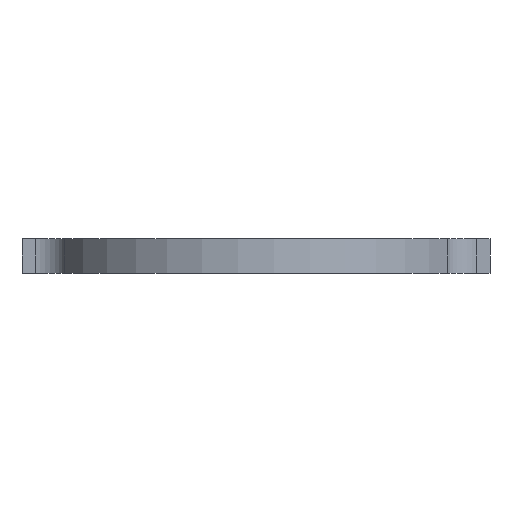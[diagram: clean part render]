
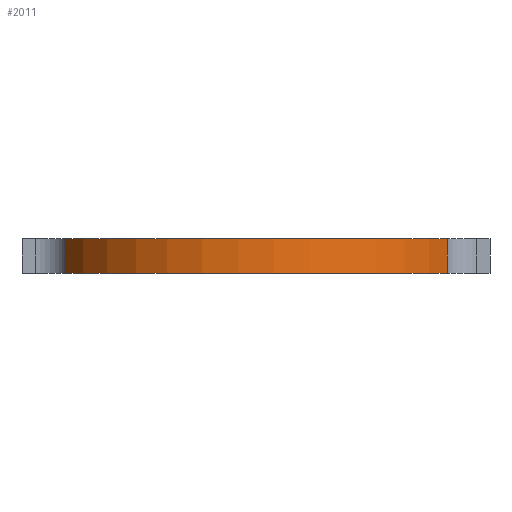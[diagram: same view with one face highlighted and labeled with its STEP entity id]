
A CAD part, left-side view. The second image highlights one B-rep face of the part: STEP entity #2011.
In plain terms, the highlighted cylindrical face has radius 10 mm (diameter 20 mm), a partial arc.
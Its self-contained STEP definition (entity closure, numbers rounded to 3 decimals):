
#84 = PLANE('',#85);
#85 = AXIS2_PLACEMENT_3D('',#86,#87,#88);
#86 = CARTESIAN_POINT('',(148.431,-65.881,1.6));
#87 = DIRECTION('',(0.,0.,1.));
#88 = DIRECTION('',(1.,0.,-0.));
#139 = PLANE('',#140);
#140 = AXIS2_PLACEMENT_3D('',#141,#142,#143);
#141 = CARTESIAN_POINT('',(148.431,-65.881,0.));
#142 = DIRECTION('',(0.,0.,1.));
#143 = DIRECTION('',(1.,0.,-0.));
#392 = VERTEX_POINT('',#393);
#393 = CARTESIAN_POINT('',(144.059,-56.888,0.));
#408 = CYLINDRICAL_SURFACE('',#409,1.55);
#409 = AXIS2_PLACEMENT_3D('',#410,#411,#412);
#410 = CARTESIAN_POINT('',(143.381,-55.494,0.));
#411 = DIRECTION('',(-0.,-0.,-1.));
#412 = DIRECTION('',(1.,0.,-0.));
#420 = EDGE_CURVE('',#392,#421,#423,.T.);
#421 = VERTEX_POINT('',#422);
#422 = CARTESIAN_POINT('',(144.059,-74.875,0.));
#423 = SURFACE_CURVE('',#424,(#429,#436),.PCURVE_S1.);
#424 = CIRCLE('',#425,10.);
#425 = AXIS2_PLACEMENT_3D('',#426,#427,#428);
#426 = CARTESIAN_POINT('',(148.431,-65.881,0.));
#427 = DIRECTION('',(0.,0.,1.));
#428 = DIRECTION('',(1.,0.,-0.));
#429 = PCURVE('',#139,#430);
#430 = DEFINITIONAL_REPRESENTATION('',(#431),#435);
#431 = CIRCLE('',#432,10.);
#432 = AXIS2_PLACEMENT_2D('',#433,#434);
#433 = CARTESIAN_POINT('',(0.,0.));
#434 = DIRECTION('',(1.,0.));
#435 = ( GEOMETRIC_REPRESENTATION_CONTEXT(2) 
PARAMETRIC_REPRESENTATION_CONTEXT() REPRESENTATION_CONTEXT('2D SPACE',''
  ) );
#436 = PCURVE('',#437,#442);
#437 = CYLINDRICAL_SURFACE('',#438,10.);
#438 = AXIS2_PLACEMENT_3D('',#439,#440,#441);
#439 = CARTESIAN_POINT('',(148.431,-65.881,0.));
#440 = DIRECTION('',(-0.,-0.,-1.));
#441 = DIRECTION('',(1.,0.,-0.));
#442 = DEFINITIONAL_REPRESENTATION('',(#443),#447);
#443 = LINE('',#444,#445);
#444 = CARTESIAN_POINT('',(-0.,0.));
#445 = VECTOR('',#446,1.);
#446 = DIRECTION('',(-1.,0.));
#447 = ( GEOMETRIC_REPRESENTATION_CONTEXT(2) 
PARAMETRIC_REPRESENTATION_CONTEXT() REPRESENTATION_CONTEXT('2D SPACE',''
  ) );
#466 = CYLINDRICAL_SURFACE('',#467,1.55);
#467 = AXIS2_PLACEMENT_3D('',#468,#469,#470);
#468 = CARTESIAN_POINT('',(143.381,-76.269,0.));
#469 = DIRECTION('',(-0.,-0.,-1.));
#470 = DIRECTION('',(1.,0.,-0.));
#1189 = VERTEX_POINT('',#1190);
#1190 = CARTESIAN_POINT('',(144.059,-56.888,1.6));
#1212 = EDGE_CURVE('',#1189,#1213,#1215,.T.);
#1213 = VERTEX_POINT('',#1214);
#1214 = CARTESIAN_POINT('',(144.059,-74.875,1.6));
#1215 = SURFACE_CURVE('',#1216,(#1221,#1228),.PCURVE_S1.);
#1216 = CIRCLE('',#1217,10.);
#1217 = AXIS2_PLACEMENT_3D('',#1218,#1219,#1220);
#1218 = CARTESIAN_POINT('',(148.431,-65.881,1.6));
#1219 = DIRECTION('',(0.,0.,1.));
#1220 = DIRECTION('',(1.,0.,-0.));
#1221 = PCURVE('',#84,#1222);
#1222 = DEFINITIONAL_REPRESENTATION('',(#1223),#1227);
#1223 = CIRCLE('',#1224,10.);
#1224 = AXIS2_PLACEMENT_2D('',#1225,#1226);
#1225 = CARTESIAN_POINT('',(0.,0.));
#1226 = DIRECTION('',(1.,0.));
#1227 = ( GEOMETRIC_REPRESENTATION_CONTEXT(2) 
PARAMETRIC_REPRESENTATION_CONTEXT() REPRESENTATION_CONTEXT('2D SPACE',''
  ) );
#1228 = PCURVE('',#437,#1229);
#1229 = DEFINITIONAL_REPRESENTATION('',(#1230),#1234);
#1230 = LINE('',#1231,#1232);
#1231 = CARTESIAN_POINT('',(-0.,-1.6));
#1232 = VECTOR('',#1233,1.);
#1233 = DIRECTION('',(-1.,0.));
#1234 = ( GEOMETRIC_REPRESENTATION_CONTEXT(2) 
PARAMETRIC_REPRESENTATION_CONTEXT() REPRESENTATION_CONTEXT('2D SPACE',''
  ) );
#1963 = EDGE_CURVE('',#421,#1213,#1964,.T.);
#1964 = SURFACE_CURVE('',#1965,(#1969,#1976),.PCURVE_S1.);
#1965 = LINE('',#1966,#1967);
#1966 = CARTESIAN_POINT('',(144.059,-74.875,0.));
#1967 = VECTOR('',#1968,1.);
#1968 = DIRECTION('',(0.,0.,1.));
#1969 = PCURVE('',#466,#1970);
#1970 = DEFINITIONAL_REPRESENTATION('',(#1971),#1975);
#1971 = LINE('',#1972,#1973);
#1972 = CARTESIAN_POINT('',(-1.118,0.));
#1973 = VECTOR('',#1974,1.);
#1974 = DIRECTION('',(-0.,-1.));
#1975 = ( GEOMETRIC_REPRESENTATION_CONTEXT(2) 
PARAMETRIC_REPRESENTATION_CONTEXT() REPRESENTATION_CONTEXT('2D SPACE',''
  ) );
#1976 = PCURVE('',#437,#1977);
#1977 = DEFINITIONAL_REPRESENTATION('',(#1978),#1982);
#1978 = LINE('',#1979,#1980);
#1979 = CARTESIAN_POINT('',(-4.26,0.));
#1980 = VECTOR('',#1981,1.);
#1981 = DIRECTION('',(-0.,-1.));
#1982 = ( GEOMETRIC_REPRESENTATION_CONTEXT(2) 
PARAMETRIC_REPRESENTATION_CONTEXT() REPRESENTATION_CONTEXT('2D SPACE',''
  ) );
#1988 = EDGE_CURVE('',#392,#1189,#1989,.T.);
#1989 = SURFACE_CURVE('',#1990,(#1994,#2001),.PCURVE_S1.);
#1990 = LINE('',#1991,#1992);
#1991 = CARTESIAN_POINT('',(144.059,-56.888,0.));
#1992 = VECTOR('',#1993,1.);
#1993 = DIRECTION('',(0.,0.,1.));
#1994 = PCURVE('',#408,#1995);
#1995 = DEFINITIONAL_REPRESENTATION('',(#1996),#2000);
#1996 = LINE('',#1997,#1998);
#1997 = CARTESIAN_POINT('',(-5.165,0.));
#1998 = VECTOR('',#1999,1.);
#1999 = DIRECTION('',(-0.,-1.));
#2000 = ( GEOMETRIC_REPRESENTATION_CONTEXT(2) 
PARAMETRIC_REPRESENTATION_CONTEXT() REPRESENTATION_CONTEXT('2D SPACE',''
  ) );
#2001 = PCURVE('',#437,#2002);
#2002 = DEFINITIONAL_REPRESENTATION('',(#2003),#2007);
#2003 = LINE('',#2004,#2005);
#2004 = CARTESIAN_POINT('',(-2.023,0.));
#2005 = VECTOR('',#2006,1.);
#2006 = DIRECTION('',(-0.,-1.));
#2007 = ( GEOMETRIC_REPRESENTATION_CONTEXT(2) 
PARAMETRIC_REPRESENTATION_CONTEXT() REPRESENTATION_CONTEXT('2D SPACE',''
  ) );
#2011 = ADVANCED_FACE('',(#2012),#437,.T.);
#2012 = FACE_BOUND('',#2013,.F.);
#2013 = EDGE_LOOP('',(#2014,#2015,#2016,#2017));
#2014 = ORIENTED_EDGE('',*,*,#1988,.T.);
#2015 = ORIENTED_EDGE('',*,*,#1212,.T.);
#2016 = ORIENTED_EDGE('',*,*,#1963,.F.);
#2017 = ORIENTED_EDGE('',*,*,#420,.F.);
